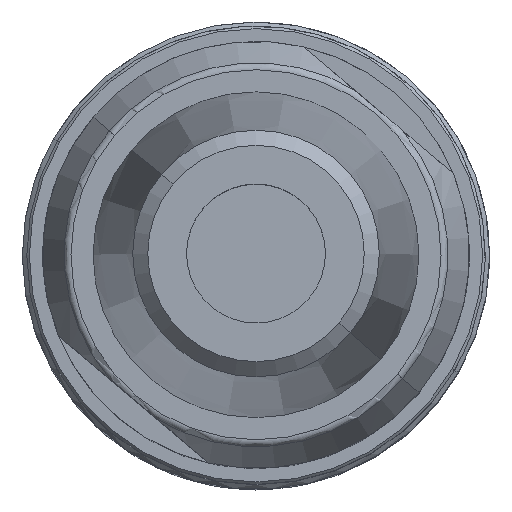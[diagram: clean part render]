
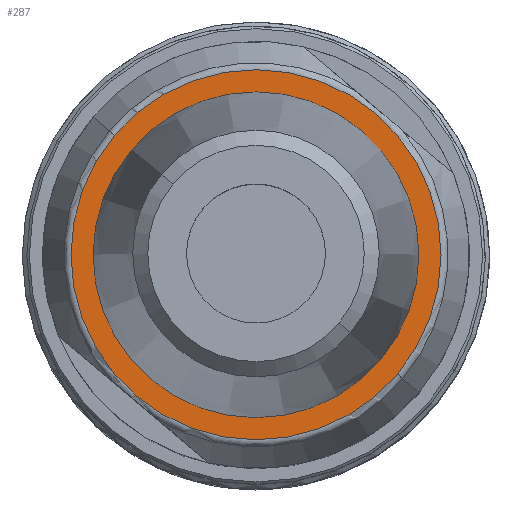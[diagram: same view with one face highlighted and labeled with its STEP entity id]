
A CAD part, top view. The second image highlights one B-rep face of the part: STEP entity #287.
In plain terms, the highlighted planar face has unit normal (0, 0, 1).
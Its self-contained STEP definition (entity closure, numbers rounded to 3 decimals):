
#213=AXIS2_PLACEMENT_3D('Circle Axis2P3D',#211,#212,$) ;
#220=AXIS2_PLACEMENT_3D('Circle Axis2P3D',#218,#219,$) ;
#239=AXIS2_PLACEMENT_3D('Circle Axis2P3D',#237,#238,$) ;
#246=AXIS2_PLACEMENT_3D('Circle Axis2P3D',#244,#245,$) ;
#261=AXIS2_PLACEMENT_3D('Plane Axis2P3D',#258,#259,#260) ;
#265=AXIS2_PLACEMENT_3D('Circle Axis2P3D',#263,#264,$) ;
#274=AXIS2_PLACEMENT_3D('Circle Axis2P3D',#272,#273,$) ;
#201=CARTESIAN_POINT('Vertex',(14.19,5.103,43.5)) ;
#208=CARTESIAN_POINT('Vertex',(4.31,13.397,43.5)) ;
#211=CARTESIAN_POINT('Axis2P3D Location',(9.25,9.25,43.5)) ;
#215=CARTESIAN_POINT('Vertex',(6.024,3.665,43.5)) ;
#218=CARTESIAN_POINT('Axis2P3D Location',(9.25,9.25,43.5)) ;
#237=CARTESIAN_POINT('Axis2P3D Location',(9.25,9.25,43.5)) ;
#241=CARTESIAN_POINT('Vertex',(12.476,14.835,43.5)) ;
#244=CARTESIAN_POINT('Axis2P3D Location',(9.25,9.25,43.5)) ;
#258=CARTESIAN_POINT('Axis2P3D Location',(9.25,9.25,43.5)) ;
#263=CARTESIAN_POINT('Axis2P3D Location',(9.25,9.25,43.5)) ;
#267=CARTESIAN_POINT('Vertex',(3.653,13.978,43.5)) ;
#269=CARTESIAN_POINT('Vertex',(14.847,4.522,43.5)) ;
#272=CARTESIAN_POINT('Axis2P3D Location',(9.25,9.25,43.5)) ;
#212=DIRECTION('Axis2P3D Direction',(0.,0.,-1.)) ;
#219=DIRECTION('Axis2P3D Direction',(0.,0.,-1.)) ;
#238=DIRECTION('Axis2P3D Direction',(0.,0.,-1.)) ;
#245=DIRECTION('Axis2P3D Direction',(0.,0.,-1.)) ;
#259=DIRECTION('Axis2P3D Direction',(0.,0.,1.)) ;
#260=DIRECTION('Axis2P3D XDirection',(-0.764,0.645,0.)) ;
#264=DIRECTION('Axis2P3D Direction',(0.,0.,1.)) ;
#273=DIRECTION('Axis2P3D Direction',(0.,0.,1.)) ;
#278=ORIENTED_EDGE('',*,*,#271,.T.) ;
#279=ORIENTED_EDGE('',*,*,#276,.T.) ;
#282=ORIENTED_EDGE('',*,*,#243,.F.) ;
#283=ORIENTED_EDGE('',*,*,#222,.F.) ;
#284=ORIENTED_EDGE('',*,*,#217,.F.) ;
#285=ORIENTED_EDGE('',*,*,#248,.F.) ;
#286=FACE_BOUND('',#281,.T.) ;
#287=ADVANCED_FACE('Hauptk\X2\00F6\X0\rper',(#280,#286),#262,.T.) ;
#214=CIRCLE('generated circle',#213,6.45) ;
#221=CIRCLE('generated circle',#220,6.45) ;
#240=CIRCLE('generated circle',#239,6.45) ;
#247=CIRCLE('generated circle',#246,6.45) ;
#266=CIRCLE('generated circle',#265,7.326) ;
#275=CIRCLE('generated circle',#274,7.326) ;
#217=EDGE_CURVE('',#209,#216,#214,.F.) ;
#222=EDGE_CURVE('',#216,#202,#221,.F.) ;
#243=EDGE_CURVE('',#202,#242,#240,.F.) ;
#248=EDGE_CURVE('',#242,#209,#247,.F.) ;
#271=EDGE_CURVE('',#268,#270,#266,.T.) ;
#276=EDGE_CURVE('',#270,#268,#275,.T.) ;
#277=EDGE_LOOP('',(#278,#279)) ;
#281=EDGE_LOOP('',(#282,#283,#284,#285)) ;
#280=FACE_OUTER_BOUND('',#277,.T.) ;
#262=PLANE('',#261) ;
#202=VERTEX_POINT('',#201) ;
#209=VERTEX_POINT('',#208) ;
#216=VERTEX_POINT('',#215) ;
#242=VERTEX_POINT('',#241) ;
#268=VERTEX_POINT('',#267) ;
#270=VERTEX_POINT('',#269) ;
